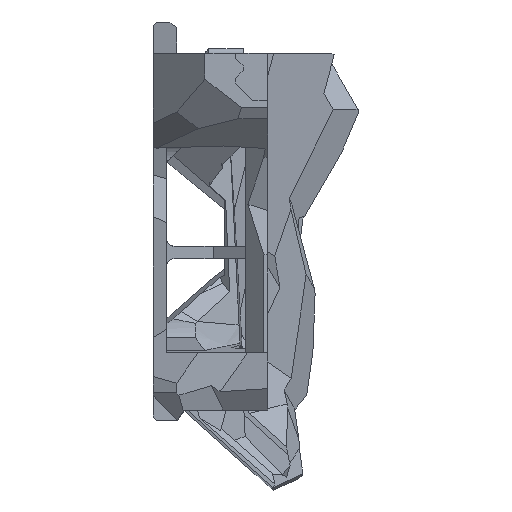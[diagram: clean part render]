
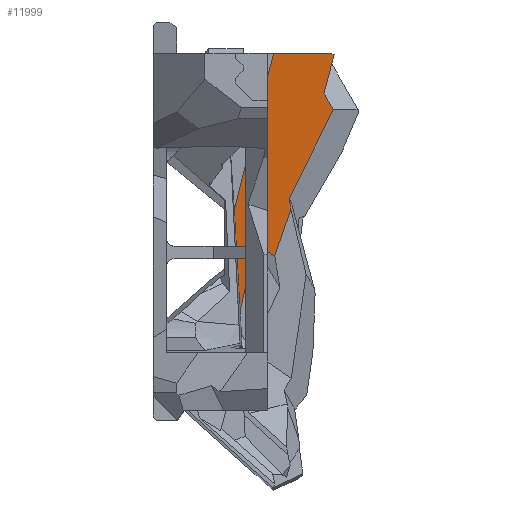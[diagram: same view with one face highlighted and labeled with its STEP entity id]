
A CAD part, left-side view. The second image highlights one B-rep face of the part: STEP entity #11999.
In plain terms, the highlighted planar face has unit normal (-0.997, 0.052, -0.056).
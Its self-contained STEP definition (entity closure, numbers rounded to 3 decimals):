
#664=FACE_OUTER_BOUND('',#1313,.T.);
#1313=EDGE_LOOP('',(#8287,#8288,#8289,#8290,#8291,#8292,#8293,#8294,#8295,
#8296,#8297));
#2062=LINE('',#16674,#3510);
#2218=LINE('',#17030,#3666);
#2219=LINE('',#17033,#3667);
#2220=LINE('',#17035,#3668);
#2221=LINE('',#17037,#3669);
#2222=LINE('',#17039,#3670);
#2223=LINE('',#17041,#3671);
#2224=LINE('',#17043,#3672);
#2225=LINE('',#17045,#3673);
#2226=LINE('',#17047,#3674);
#2227=LINE('',#17048,#3675);
#3510=VECTOR('',#13598,1000.);
#3666=VECTOR('',#13852,1000.);
#3667=VECTOR('',#13855,1000.);
#3668=VECTOR('',#13856,1000.);
#3669=VECTOR('',#13857,1000.);
#3670=VECTOR('',#13858,1000.);
#3671=VECTOR('',#13859,1000.);
#3672=VECTOR('',#13860,1000.);
#3673=VECTOR('',#13861,1000.);
#3674=VECTOR('',#13862,1000.);
#3675=VECTOR('',#13863,1000.);
#4957=VERTEX_POINT('',#16671);
#4958=VERTEX_POINT('',#16673);
#5081=VERTEX_POINT('',#17028);
#5082=VERTEX_POINT('',#17032);
#5083=VERTEX_POINT('',#17034);
#5084=VERTEX_POINT('',#17036);
#5085=VERTEX_POINT('',#17038);
#5086=VERTEX_POINT('',#17040);
#5087=VERTEX_POINT('',#17042);
#5088=VERTEX_POINT('',#17044);
#5089=VERTEX_POINT('',#17046);
#6163=EDGE_CURVE('',#4957,#4958,#2062,.T.);
#6332=EDGE_CURVE('',#5081,#4957,#2218,.T.);
#6333=EDGE_CURVE('',#5082,#5081,#2219,.T.);
#6334=EDGE_CURVE('',#5083,#5082,#2220,.T.);
#6335=EDGE_CURVE('',#5083,#5084,#2221,.T.);
#6336=EDGE_CURVE('',#5085,#5084,#2222,.T.);
#6337=EDGE_CURVE('',#5086,#5085,#2223,.T.);
#6338=EDGE_CURVE('',#5087,#5086,#2224,.T.);
#6339=EDGE_CURVE('',#5088,#5087,#2225,.T.);
#6340=EDGE_CURVE('',#5089,#5088,#2226,.T.);
#6341=EDGE_CURVE('',#5089,#4958,#2227,.T.);
#8287=ORIENTED_EDGE('',*,*,#6333,.F.);
#8288=ORIENTED_EDGE('',*,*,#6334,.F.);
#8289=ORIENTED_EDGE('',*,*,#6335,.T.);
#8290=ORIENTED_EDGE('',*,*,#6336,.F.);
#8291=ORIENTED_EDGE('',*,*,#6337,.F.);
#8292=ORIENTED_EDGE('',*,*,#6338,.F.);
#8293=ORIENTED_EDGE('',*,*,#6339,.F.);
#8294=ORIENTED_EDGE('',*,*,#6340,.F.);
#8295=ORIENTED_EDGE('',*,*,#6341,.T.);
#8296=ORIENTED_EDGE('',*,*,#6163,.F.);
#8297=ORIENTED_EDGE('',*,*,#6332,.F.);
#11526=PLANE('',#12680);
#11999=ADVANCED_FACE('',(#664),#11526,.F.);
#12680=AXIS2_PLACEMENT_3D('',#17031,#13853,#13854);
#13598=DIRECTION('',(-0.052,-0.999,0.));
#13852=DIRECTION('',(-0.067,-0.244,0.968));
#13853=DIRECTION('center_axis',(0.997,-0.052,0.056));
#13854=DIRECTION('ref_axis',(0.,-0.731,-0.682));
#13855=DIRECTION('',(-0.053,0.057,0.997));
#13856=DIRECTION('',(0.066,0.21,-0.975));
#13857=DIRECTION('',(-0.019,-0.877,-0.48));
#13858=DIRECTION('',(0.07,0.326,-0.943));
#13859=DIRECTION('',(0.048,-0.143,-0.989));
#13860=DIRECTION('',(0.073,0.444,-0.893));
#13861=DIRECTION('',(0.022,-0.502,-0.865));
#13862=DIRECTION('',(0.068,0.258,-0.964));
#13863=DIRECTION('',(0.018,0.871,0.49));
#16671=CARTESIAN_POINT('',(25.415,-0.765,61.5));
#16673=CARTESIAN_POINT('',(25.026,-8.2,61.5));
#16674=CARTESIAN_POINT('',(25.25,-3.924,61.5));
#17028=CARTESIAN_POINT('',(26.792,4.243,41.61));
#17030=CARTESIAN_POINT('',(25.802,0.643,55.908));
#17031=CARTESIAN_POINT('Origin',(25.873,-3.598,50.688));
#17032=CARTESIAN_POINT('',(27.487,3.497,28.515));
#17033=CARTESIAN_POINT('',(27.635,3.338,25.731));
#17034=CARTESIAN_POINT('',(26.91,1.647,37.089));
#17035=CARTESIAN_POINT('',(26.64,0.783,41.095));
#17036=CARTESIAN_POINT('',(26.854,-0.924,35.684));
#17037=CARTESIAN_POINT('',(26.874,-0.029,36.173));
#17038=CARTESIAN_POINT('',(26.413,-2.979,41.635));
#17039=CARTESIAN_POINT('',(26.431,-2.894,41.387));
#17040=CARTESIAN_POINT('',(26.346,-2.78,43.009));
#17041=CARTESIAN_POINT('',(25.718,-0.901,55.972));
#17042=CARTESIAN_POINT('',(25.42,-8.389,54.301));
#17043=CARTESIAN_POINT('',(25.515,-7.812,53.14));
#17044=CARTESIAN_POINT('',(25.366,-7.182,56.382));
#17045=CARTESIAN_POINT('',(25.358,-6.998,56.699));
#17046=CARTESIAN_POINT('',(25.02,-8.507,61.327));
#17047=CARTESIAN_POINT('',(25.152,-8.001,59.438));
#17048=CARTESIAN_POINT('',(24.901,-14.261,58.09));
